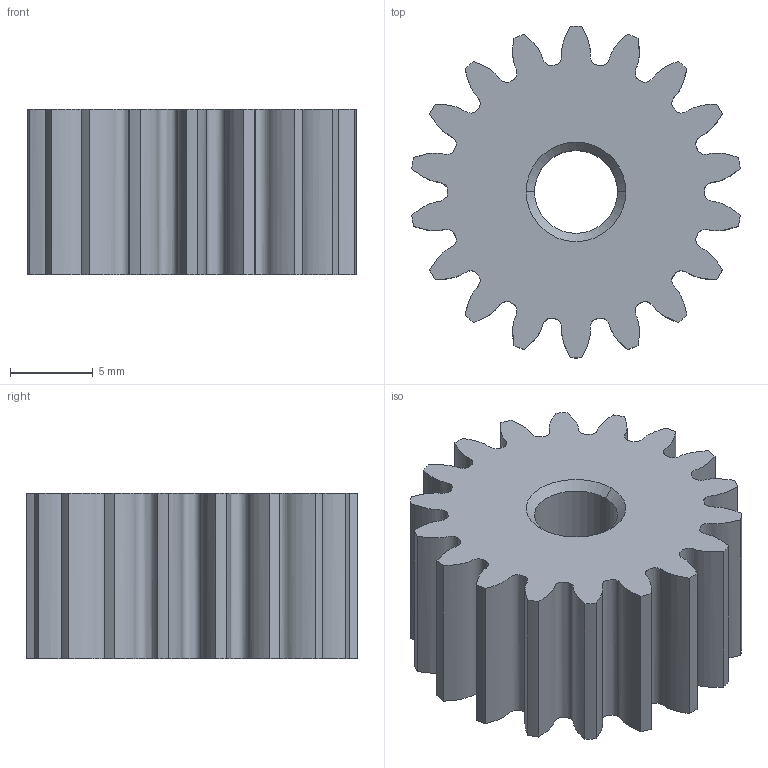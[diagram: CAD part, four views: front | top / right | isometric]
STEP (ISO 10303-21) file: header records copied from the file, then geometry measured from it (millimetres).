
FILE_DESCRIPTION (( 'STEP AP214' ), '1' );
FILE_NAME ('Gear00194.STEP', '2017-09-12T08:39:24', ( '13' ), ( '' ), 'SwSTEP 2.0', 'SolidWorks 2012', '' );
FILE_SCHEMA (( 'AUTOMOTIVE_DESIGN' ));
Length unit declared in the file: millimetre
Products named in the file (1): Gear00194
Bounding box: 19.8 x 20 x 10 mm (x, y, z)
Volume: 2333.5 mm3; surface area: 1714.2 mm2
Topology: 1 solids, 1 shells, 44 faces, 122 edges, 80 vertices
Faces by surface type: cylinder 20, bspline 18, cone 4, plane 2
Entity records: 6244 total; most frequent: CARTESIAN_POINT 5161, ORIENTED_EDGE 244, DIRECTION 184, EDGE_CURVE 122, VERTEX_POINT 80, AXIS2_PLACEMENT_3D 71, EDGE_LOOP 46, ADVANCED_FACE 44
